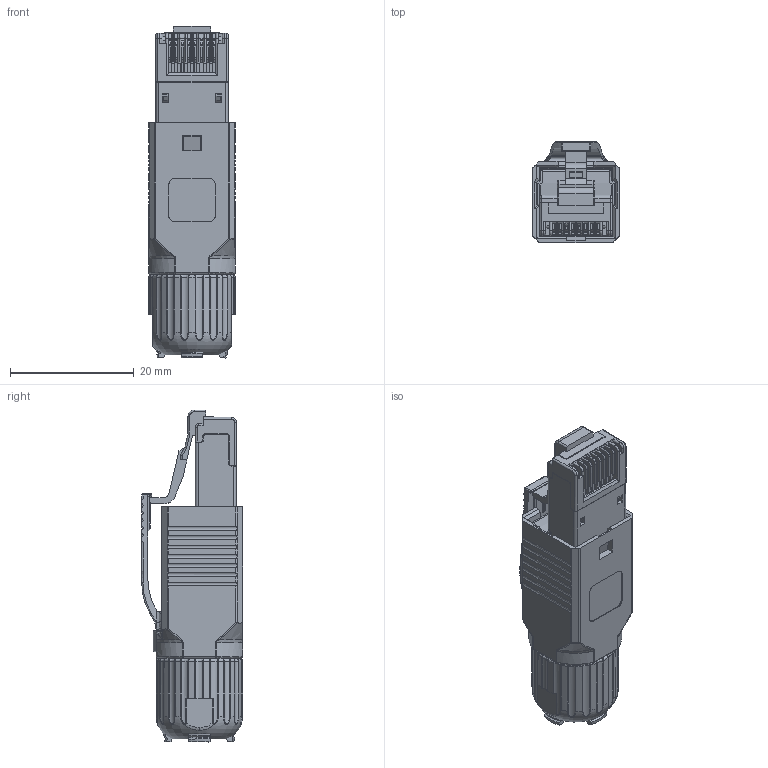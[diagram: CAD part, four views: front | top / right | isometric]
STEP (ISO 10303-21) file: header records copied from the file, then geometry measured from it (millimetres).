
FILE_DESCRIPTION (( 'STEP AP214' ), '1' );
FILE_NAME ('TSPFTC6AS.STEP', '2018-04-09T13:19:05', ( '' ), ( '' ), 'SwSTEP 2.0', 'SolidWorks 2017', '' );
FILE_SCHEMA (( 'AUTOMOTIVE_DESIGN' ));
Length unit declared in the file: millimetre
Products named in the file (12): TSPFTC6AS; TSPFTC6AS-SR-PART_1; TSPFTC6AS-SR-PART_1-MA3; TSPFTC6AS-SR-PART_1-MA2; TSPFTC6AS-SR-PART_1-MA1; TSPFTC6AS-CAP-ASSY; TSPFTC6AS-PLUG BODY; TSPFTC6AS-PLUG BODY SHIELD SR; TSPFTC6AS-PCB; TSPFTC6AS-PLUG BODY SHIELD
Assembly tree (11 placements, depth 3):
  TSPFTC6AS
    TSPFTC6AS-PLUG BODY
      TSPFTC6AS-PLUG BODY SHIELD
      TSPFTC6AS-PLUG BODY
      TSPFTC6AS-PCB
      TSPFTC6AS-PLUG BODY SHIELD SR
    TSPFTC6AS-CAP-ASSY
      TSPFTC6AS-CAP-ASSY
    TSPFTC6AS-SR-PART_1
      TSPFTC6AS-SR-PART_1-MA1
      TSPFTC6AS-SR-PART_1-MA2
      TSPFTC6AS-SR-PART_1-MA3
Bounding box: 14 x 16.38 x 53.63 mm (x, y, z)
Volume: 4224 mm3; surface area: 13450.2 mm2
Topology: 8 solids, 15 shells, 3800 faces, 11176 edges, 7232 vertices
Faces by surface type: plane 2374, cylinder 982, bspline 378, cone 60, torus 6
Full cylindrical faces by diameter (mm): 0.05 x8, 1 x4, 1.2 x9, 1.3 x2, 9.3 x1
Entity records: 162039 total; most frequent: CARTESIAN_POINT 56481, ORIENTED_EDGE 22204, DIRECTION 16817, EDGE_CURVE 11110, LINE 7503, VECTOR 7503, VERTEX_POINT 7220, AXIS2_PLACEMENT_3D 4657
